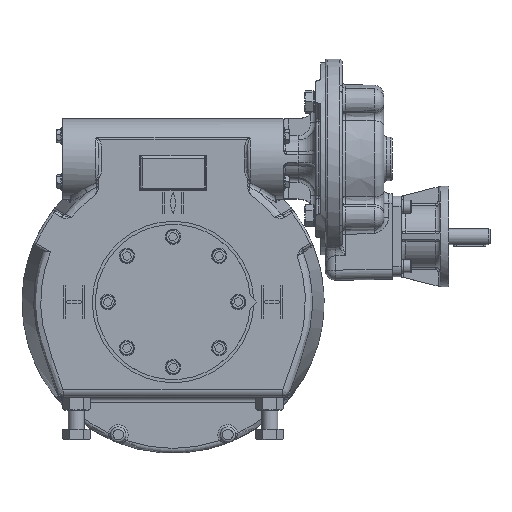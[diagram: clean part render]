
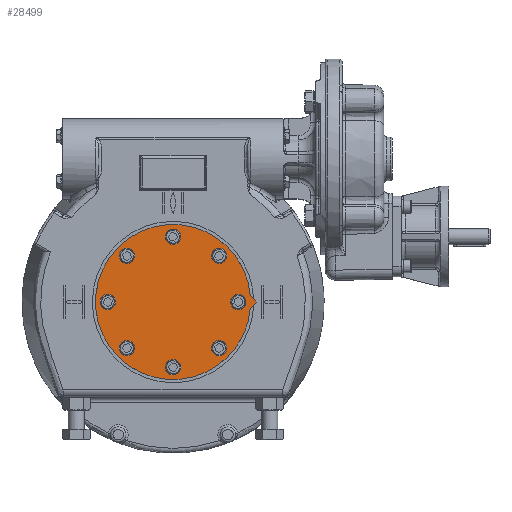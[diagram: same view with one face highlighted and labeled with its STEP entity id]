
A CAD part, top view. The second image highlights one B-rep face of the part: STEP entity #28499.
In plain terms, the highlighted planar face has unit normal (0, 0, 1).
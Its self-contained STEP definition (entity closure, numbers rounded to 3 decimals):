
#1852=LINE('',#40331,#4019);
#1854=LINE('',#40335,#4021);
#4019=VECTOR('',#32960,1000.);
#4021=VECTOR('',#32964,1000.);
#6185=PLANE('',#30345);
#7312=ORIENTED_EDGE('',*,*,#16069,.T.);
#7313=ORIENTED_EDGE('',*,*,#16070,.T.);
#7314=ORIENTED_EDGE('',*,*,#16071,.T.);
#7315=ORIENTED_EDGE('',*,*,#16072,.T.);
#7316=ORIENTED_EDGE('',*,*,#16073,.T.);
#7317=ORIENTED_EDGE('',*,*,#16074,.T.);
#7318=ORIENTED_EDGE('',*,*,#16063,.F.);
#7319=ORIENTED_EDGE('',*,*,#16068,.F.);
#7320=ORIENTED_EDGE('',*,*,#16066,.F.);
#7321=ORIENTED_EDGE('',*,*,#16075,.T.);
#7322=ORIENTED_EDGE('',*,*,#16076,.T.);
#16063=EDGE_CURVE('',#20445,#20446,#23225,.T.);
#16066=EDGE_CURVE('',#20446,#20447,#1852,.T.);
#16068=EDGE_CURVE('',#20447,#20445,#1854,.T.);
#16069=EDGE_CURVE('',#20448,#20448,#23226,.T.);
#16070=EDGE_CURVE('',#20449,#20449,#23227,.T.);
#16071=EDGE_CURVE('',#20450,#20450,#23228,.T.);
#16072=EDGE_CURVE('',#20451,#20451,#23229,.T.);
#16073=EDGE_CURVE('',#20452,#20452,#23230,.T.);
#16074=EDGE_CURVE('',#20453,#20453,#23231,.T.);
#16075=EDGE_CURVE('',#20454,#20454,#23232,.T.);
#16076=EDGE_CURVE('',#20455,#20455,#23233,.T.);
#20445=VERTEX_POINT('',#40326);
#20446=VERTEX_POINT('',#40327);
#20447=VERTEX_POINT('',#40332);
#20448=VERTEX_POINT('',#40338);
#20449=VERTEX_POINT('',#40340);
#20450=VERTEX_POINT('',#40342);
#20451=VERTEX_POINT('',#40344);
#20452=VERTEX_POINT('',#40346);
#20453=VERTEX_POINT('',#40348);
#20454=VERTEX_POINT('',#40350);
#20455=VERTEX_POINT('',#40352);
#23225=CIRCLE('',#30342,96.25);
#23226=CIRCLE('',#30346,9.5);
#23227=CIRCLE('',#30347,9.5);
#23228=CIRCLE('',#30348,9.5);
#23229=CIRCLE('',#30349,9.5);
#23230=CIRCLE('',#30350,9.5);
#23231=CIRCLE('',#30351,9.5);
#23232=CIRCLE('',#30352,9.5);
#23233=CIRCLE('',#30353,9.5);
#24122=EDGE_LOOP('',(#7312));
#24123=EDGE_LOOP('',(#7313));
#24124=EDGE_LOOP('',(#7314));
#24125=EDGE_LOOP('',(#7315));
#24126=EDGE_LOOP('',(#7316));
#24127=EDGE_LOOP('',(#7317));
#24128=EDGE_LOOP('',(#7318,#7319,#7320));
#24129=EDGE_LOOP('',(#7321));
#24130=EDGE_LOOP('',(#7322));
#26198=FACE_BOUND('',#24122,.T.);
#26199=FACE_BOUND('',#24123,.T.);
#26200=FACE_BOUND('',#24124,.T.);
#26201=FACE_BOUND('',#24125,.T.);
#26202=FACE_BOUND('',#24126,.T.);
#26203=FACE_BOUND('',#24127,.T.);
#26204=FACE_BOUND('',#24128,.T.);
#26205=FACE_BOUND('',#24129,.T.);
#26206=FACE_BOUND('',#24130,.T.);
#28499=ADVANCED_FACE('',(#26198,#26199,#26200,#26201,#26202,#26203,#26204,
#26205,#26206),#6185,.F.);
#30342=AXIS2_PLACEMENT_3D('',#40325,#32954,#32955);
#30345=AXIS2_PLACEMENT_3D('',#40336,#32965,#32966);
#30346=AXIS2_PLACEMENT_3D('',#40337,#32967,#32968);
#30347=AXIS2_PLACEMENT_3D('',#40339,#32969,#32970);
#30348=AXIS2_PLACEMENT_3D('',#40341,#32971,#32972);
#30349=AXIS2_PLACEMENT_3D('',#40343,#32973,#32974);
#30350=AXIS2_PLACEMENT_3D('',#40345,#32975,#32976);
#30351=AXIS2_PLACEMENT_3D('',#40347,#32977,#32978);
#30352=AXIS2_PLACEMENT_3D('',#40349,#32979,#32980);
#30353=AXIS2_PLACEMENT_3D('',#40351,#32981,#32982);
#32954=DIRECTION('',(0.,0.,-1.));
#32955=DIRECTION('',(1.,0.,0.));
#32960=DIRECTION('',(0.707,-0.707,0.));
#32964=DIRECTION('',(-0.707,-0.707,0.));
#32965=DIRECTION('',(0.,0.,-1.));
#32966=DIRECTION('',(1.,0.,0.));
#32967=DIRECTION('',(0.,0.,-1.));
#32968=DIRECTION('',(-0.924,0.382,0.));
#32969=DIRECTION('',(0.,0.,-1.));
#32970=DIRECTION('',(0.924,-0.382,0.));
#32971=DIRECTION('',(0.,0.,-1.));
#32972=DIRECTION('',(0.382,0.924,0.));
#32973=DIRECTION('',(0.,0.,-1.));
#32974=DIRECTION('',(0.383,-0.924,0.));
#32975=DIRECTION('',(0.,0.,-1.));
#32976=DIRECTION('',(-0.382,-0.924,0.));
#32977=DIRECTION('',(0.,0.,-1.));
#32978=DIRECTION('',(-0.924,-0.383,0.));
#32979=DIRECTION('',(0.,0.,-1.));
#32980=DIRECTION('',(-0.383,0.924,0.));
#32981=DIRECTION('',(0.,0.,-1.));
#32982=DIRECTION('',(0.924,0.383,0.));
#40325=CARTESIAN_POINT('',(0.,0.,97.5));
#40326=CARTESIAN_POINT('',(95.932,-7.818,97.5));
#40327=CARTESIAN_POINT('',(95.932,7.818,97.5));
#40331=CARTESIAN_POINT('',(95.932,7.818,97.5));
#40332=CARTESIAN_POINT('',(103.75,0.,97.5));
#40335=CARTESIAN_POINT('',(103.75,0.,97.5));
#40336=CARTESIAN_POINT('',(0.,0.,97.5));
#40337=CARTESIAN_POINT('',(57.276,-57.276,97.5));
#40338=CARTESIAN_POINT('',(48.497,-53.644,97.5));
#40339=CARTESIAN_POINT('',(-57.276,57.276,97.5));
#40340=CARTESIAN_POINT('',(-48.497,53.644,97.5));
#40341=CARTESIAN_POINT('',(-57.276,-57.276,97.5));
#40342=CARTESIAN_POINT('',(-53.644,-48.497,97.5));
#40343=CARTESIAN_POINT('',(0.,81.,97.5));
#40344=CARTESIAN_POINT('',(3.639,72.225,97.5));
#40345=CARTESIAN_POINT('',(57.276,57.276,97.5));
#40346=CARTESIAN_POINT('',(53.644,48.497,97.5));
#40347=CARTESIAN_POINT('',(81.,0.,97.5));
#40348=CARTESIAN_POINT('',(72.225,-3.639,97.5));
#40349=CARTESIAN_POINT('',(0.,-81.,97.5));
#40350=CARTESIAN_POINT('',(-3.639,-72.225,97.5));
#40351=CARTESIAN_POINT('',(-81.,0.,97.5));
#40352=CARTESIAN_POINT('',(-72.225,3.639,97.5));
